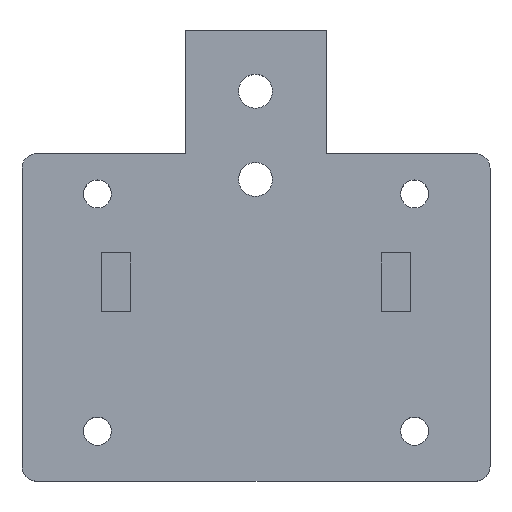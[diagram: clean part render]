
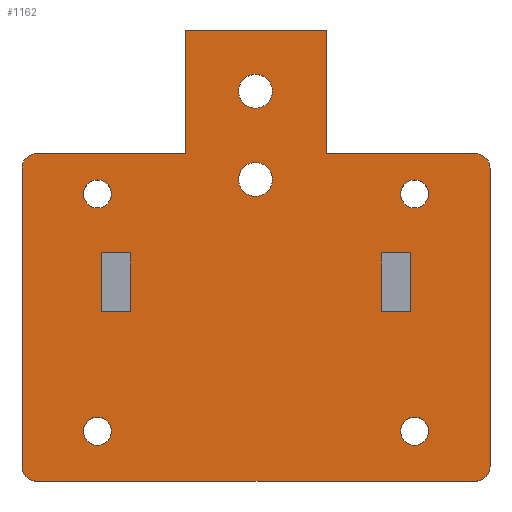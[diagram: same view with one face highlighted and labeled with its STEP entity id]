
A CAD part, top view. The second image highlights one B-rep face of the part: STEP entity #1162.
In plain terms, the highlighted planar face has unit normal (0, 0, 1).
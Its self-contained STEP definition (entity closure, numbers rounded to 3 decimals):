
#37=FACE_BOUND('',#225,.T.);
#38=FACE_BOUND('',#226,.T.);
#39=FACE_BOUND('',#227,.T.);
#40=FACE_BOUND('',#228,.T.);
#41=FACE_BOUND('',#229,.T.);
#42=FACE_BOUND('',#230,.T.);
#43=FACE_BOUND('',#231,.T.);
#44=FACE_BOUND('',#232,.T.);
#82=PLANE('',#1284);
#146=FACE_OUTER_BOUND('',#224,.T.);
#224=EDGE_LOOP('',(#1055,#1056,#1057,#1058,#1059,#1060,#1061,#1062,#1063,
#1064,#1065,#1066));
#225=EDGE_LOOP('',(#1067,#1068,#1069,#1070));
#226=EDGE_LOOP('',(#1071,#1072,#1073,#1074));
#227=EDGE_LOOP('',(#1075));
#228=EDGE_LOOP('',(#1076));
#229=EDGE_LOOP('',(#1077));
#230=EDGE_LOOP('',(#1078));
#231=EDGE_LOOP('',(#1079));
#232=EDGE_LOOP('',(#1080));
#237=LINE('',#1632,#351);
#250=LINE('',#1678,#364);
#253=LINE('',#1687,#367);
#295=LINE('',#1826,#409);
#299=LINE('',#1834,#413);
#302=LINE('',#1840,#416);
#305=LINE('',#1845,#419);
#307=LINE('',#1851,#421);
#311=LINE('',#1859,#425);
#314=LINE('',#1865,#428);
#317=LINE('',#1870,#431);
#324=LINE('',#1885,#438);
#331=LINE('',#1900,#445);
#344=LINE('',#1936,#458);
#345=LINE('',#1938,#459);
#346=LINE('',#1940,#460);
#351=VECTOR('',#1299,10.);
#364=VECTOR('',#1338,10.);
#367=VECTOR('',#1347,10.);
#409=VECTOR('',#1499,10.);
#413=VECTOR('',#1505,10.);
#416=VECTOR('',#1510,10.);
#419=VECTOR('',#1515,10.);
#421=VECTOR('',#1521,10.);
#425=VECTOR('',#1527,10.);
#428=VECTOR('',#1532,10.);
#431=VECTOR('',#1537,10.);
#438=VECTOR('',#1552,10.);
#445=VECTOR('',#1565,10.);
#458=VECTOR('',#1608,10.);
#459=VECTOR('',#1611,10.);
#460=VECTOR('',#1614,10.);
#462=CIRCLE('',#1179,2.5);
#472=CIRCLE('',#1192,2.5);
#473=CIRCLE('',#1195,2.5);
#474=CIRCLE('',#1198,2.5);
#499=CIRCLE('',#1270,2.4);
#500=CIRCLE('',#1272,2.4);
#501=CIRCLE('',#1274,2.4);
#502=CIRCLE('',#1276,2.4);
#503=CIRCLE('',#1278,2.9);
#504=CIRCLE('',#1280,2.9);
#507=VERTEX_POINT('',#1622);
#508=VERTEX_POINT('',#1624);
#510=VERTEX_POINT('',#1630);
#528=VERTEX_POINT('',#1670);
#529=VERTEX_POINT('',#1672);
#530=VERTEX_POINT('',#1676);
#531=VERTEX_POINT('',#1680);
#532=VERTEX_POINT('',#1682);
#533=VERTEX_POINT('',#1686);
#574=VERTEX_POINT('',#1824);
#575=VERTEX_POINT('',#1825);
#578=VERTEX_POINT('',#1833);
#580=VERTEX_POINT('',#1839);
#582=VERTEX_POINT('',#1849);
#583=VERTEX_POINT('',#1850);
#586=VERTEX_POINT('',#1858);
#588=VERTEX_POINT('',#1864);
#593=VERTEX_POINT('',#1884);
#597=VERTEX_POINT('',#1898);
#598=VERTEX_POINT('',#1899);
#601=VERTEX_POINT('',#1912);
#602=VERTEX_POINT('',#1916);
#603=VERTEX_POINT('',#1920);
#604=VERTEX_POINT('',#1924);
#605=VERTEX_POINT('',#1928);
#606=VERTEX_POINT('',#1932);
#609=EDGE_CURVE('',#507,#508,#462,.T.);
#613=EDGE_CURVE('',#510,#507,#237,.T.);
#633=EDGE_CURVE('',#528,#529,#472,.T.);
#636=EDGE_CURVE('',#530,#528,#250,.T.);
#638=EDGE_CURVE('',#531,#532,#473,.T.);
#640=EDGE_CURVE('',#532,#533,#253,.T.);
#642=EDGE_CURVE('',#533,#510,#474,.T.);
#707=EDGE_CURVE('',#574,#575,#295,.T.);
#711=EDGE_CURVE('',#575,#578,#299,.T.);
#714=EDGE_CURVE('',#578,#580,#302,.T.);
#717=EDGE_CURVE('',#580,#574,#305,.T.);
#719=EDGE_CURVE('',#582,#583,#307,.T.);
#723=EDGE_CURVE('',#583,#586,#311,.T.);
#726=EDGE_CURVE('',#586,#588,#314,.T.);
#729=EDGE_CURVE('',#588,#582,#317,.T.);
#736=EDGE_CURVE('',#593,#530,#324,.T.);
#743=EDGE_CURVE('',#597,#598,#331,.T.);
#751=EDGE_CURVE('',#601,#601,#499,.T.);
#753=EDGE_CURVE('',#602,#602,#500,.T.);
#755=EDGE_CURVE('',#603,#603,#501,.T.);
#757=EDGE_CURVE('',#604,#604,#502,.T.);
#759=EDGE_CURVE('',#605,#605,#503,.T.);
#761=EDGE_CURVE('',#606,#606,#504,.T.);
#762=EDGE_CURVE('',#508,#597,#344,.T.);
#763=EDGE_CURVE('',#529,#531,#345,.T.);
#764=EDGE_CURVE('',#598,#593,#346,.T.);
#1055=ORIENTED_EDGE('',*,*,#609,.F.);
#1056=ORIENTED_EDGE('',*,*,#613,.F.);
#1057=ORIENTED_EDGE('',*,*,#642,.F.);
#1058=ORIENTED_EDGE('',*,*,#640,.F.);
#1059=ORIENTED_EDGE('',*,*,#638,.F.);
#1060=ORIENTED_EDGE('',*,*,#763,.F.);
#1061=ORIENTED_EDGE('',*,*,#633,.F.);
#1062=ORIENTED_EDGE('',*,*,#636,.F.);
#1063=ORIENTED_EDGE('',*,*,#736,.F.);
#1064=ORIENTED_EDGE('',*,*,#764,.F.);
#1065=ORIENTED_EDGE('',*,*,#743,.F.);
#1066=ORIENTED_EDGE('',*,*,#762,.F.);
#1067=ORIENTED_EDGE('',*,*,#707,.T.);
#1068=ORIENTED_EDGE('',*,*,#711,.T.);
#1069=ORIENTED_EDGE('',*,*,#714,.T.);
#1070=ORIENTED_EDGE('',*,*,#717,.T.);
#1071=ORIENTED_EDGE('',*,*,#719,.T.);
#1072=ORIENTED_EDGE('',*,*,#723,.T.);
#1073=ORIENTED_EDGE('',*,*,#726,.T.);
#1074=ORIENTED_EDGE('',*,*,#729,.T.);
#1075=ORIENTED_EDGE('',*,*,#751,.T.);
#1076=ORIENTED_EDGE('',*,*,#753,.T.);
#1077=ORIENTED_EDGE('',*,*,#755,.T.);
#1078=ORIENTED_EDGE('',*,*,#757,.T.);
#1079=ORIENTED_EDGE('',*,*,#761,.T.);
#1080=ORIENTED_EDGE('',*,*,#759,.T.);
#1162=ADVANCED_FACE('',(#146,#37,#38,#39,#40,#41,#42,#43,#44),#82,.T.);
#1179=AXIS2_PLACEMENT_3D('',#1625,#1292,#1293);
#1192=AXIS2_PLACEMENT_3D('',#1673,#1332,#1333);
#1195=AXIS2_PLACEMENT_3D('',#1683,#1342,#1343);
#1198=AXIS2_PLACEMENT_3D('',#1690,#1351,#1352);
#1270=AXIS2_PLACEMENT_3D('',#1914,#1579,#1580);
#1272=AXIS2_PLACEMENT_3D('',#1918,#1584,#1585);
#1274=AXIS2_PLACEMENT_3D('',#1922,#1589,#1590);
#1276=AXIS2_PLACEMENT_3D('',#1926,#1594,#1595);
#1278=AXIS2_PLACEMENT_3D('',#1930,#1599,#1600);
#1280=AXIS2_PLACEMENT_3D('',#1934,#1604,#1605);
#1284=AXIS2_PLACEMENT_3D('',#1941,#1615,#1616);
#1292=DIRECTION('center_axis',(0.,0.,-1.));
#1293=DIRECTION('ref_axis',(-0.707,0.707,0.));
#1299=DIRECTION('',(0.,1.,0.));
#1332=DIRECTION('center_axis',(0.,0.,-1.));
#1333=DIRECTION('ref_axis',(0.707,0.707,0.));
#1338=DIRECTION('',(1.,0.,0.));
#1342=DIRECTION('center_axis',(0.,0.,-1.));
#1343=DIRECTION('ref_axis',(0.707,-0.707,0.));
#1347=DIRECTION('',(-1.,0.,0.));
#1351=DIRECTION('center_axis',(0.,0.,-1.));
#1352=DIRECTION('ref_axis',(-0.707,-0.707,0.));
#1499=DIRECTION('',(0.,1.,0.));
#1505=DIRECTION('',(1.,0.,0.));
#1510=DIRECTION('',(0.,-1.,0.));
#1515=DIRECTION('',(-1.,0.,0.));
#1521=DIRECTION('',(0.,-1.,0.));
#1527=DIRECTION('',(-1.,0.,0.));
#1532=DIRECTION('',(0.,1.,0.));
#1537=DIRECTION('',(1.,0.,0.));
#1552=DIRECTION('',(0.,-1.,0.));
#1565=DIRECTION('',(0.,1.,0.));
#1579=DIRECTION('center_axis',(0.,0.,-1.));
#1580=DIRECTION('ref_axis',(1.,0.,0.));
#1584=DIRECTION('center_axis',(0.,0.,-1.));
#1585=DIRECTION('ref_axis',(1.,0.,0.));
#1589=DIRECTION('center_axis',(0.,0.,-1.));
#1590=DIRECTION('ref_axis',(1.,0.,0.));
#1594=DIRECTION('center_axis',(0.,0.,-1.));
#1595=DIRECTION('ref_axis',(1.,0.,0.));
#1599=DIRECTION('center_axis',(0.,0.,-1.));
#1600=DIRECTION('ref_axis',(1.,0.,0.));
#1604=DIRECTION('center_axis',(0.,0.,-1.));
#1605=DIRECTION('ref_axis',(1.,0.,0.));
#1608=DIRECTION('',(1.,0.,0.));
#1611=DIRECTION('',(0.,-1.,0.));
#1614=DIRECTION('',(1.,0.,0.));
#1615=DIRECTION('center_axis',(0.,0.,1.));
#1616=DIRECTION('ref_axis',(1.,0.,0.));
#1622=CARTESIAN_POINT('',(-40.,25.5,0.));
#1624=CARTESIAN_POINT('',(-37.5,28.,0.));
#1625=CARTESIAN_POINT('Origin',(-37.5,25.5,0.));
#1630=CARTESIAN_POINT('',(-40.,-25.5,0.));
#1632=CARTESIAN_POINT('',(-40.,-28.,0.));
#1670=CARTESIAN_POINT('',(37.5,28.,0.));
#1672=CARTESIAN_POINT('',(40.,25.5,0.));
#1673=CARTESIAN_POINT('Origin',(37.5,25.5,0.));
#1676=CARTESIAN_POINT('',(12.,28.,0.));
#1678=CARTESIAN_POINT('',(12.,28.,0.));
#1680=CARTESIAN_POINT('',(40.,-25.5,0.));
#1682=CARTESIAN_POINT('',(37.5,-28.,0.));
#1683=CARTESIAN_POINT('Origin',(37.5,-25.5,0.));
#1686=CARTESIAN_POINT('',(-37.5,-28.,0.));
#1687=CARTESIAN_POINT('',(40.,-28.,0.));
#1690=CARTESIAN_POINT('Origin',(-37.5,-25.5,0.));
#1824=CARTESIAN_POINT('',(21.4,1.,0.));
#1825=CARTESIAN_POINT('',(21.4,11.,0.));
#1826=CARTESIAN_POINT('',(21.4,10.75,0.));
#1833=CARTESIAN_POINT('',(26.4,11.,0.));
#1834=CARTESIAN_POINT('',(13.2,11.,0.));
#1839=CARTESIAN_POINT('',(26.4,1.,0.));
#1840=CARTESIAN_POINT('',(26.4,5.75,0.));
#1845=CARTESIAN_POINT('',(10.7,1.,0.));
#1849=CARTESIAN_POINT('',(-21.4,11.,0.));
#1850=CARTESIAN_POINT('',(-21.4,1.,0.));
#1851=CARTESIAN_POINT('',(-21.4,5.75,0.));
#1858=CARTESIAN_POINT('',(-26.4,1.,0.));
#1859=CARTESIAN_POINT('',(-13.2,1.,0.));
#1864=CARTESIAN_POINT('',(-26.4,11.,0.));
#1865=CARTESIAN_POINT('',(-26.4,10.75,0.));
#1870=CARTESIAN_POINT('',(-10.7,11.,0.));
#1884=CARTESIAN_POINT('',(12.,49.,0.));
#1885=CARTESIAN_POINT('',(12.,49.,0.));
#1898=CARTESIAN_POINT('',(-12.,28.,0.));
#1899=CARTESIAN_POINT('',(-12.,49.,0.));
#1900=CARTESIAN_POINT('',(-12.,28.,0.));
#1912=CARTESIAN_POINT('',(-29.5,-19.45,0.));
#1914=CARTESIAN_POINT('Origin',(-27.1,-19.45,0.));
#1916=CARTESIAN_POINT('',(24.7,-19.45,0.));
#1918=CARTESIAN_POINT('Origin',(27.1,-19.45,0.));
#1920=CARTESIAN_POINT('',(-29.5,21.1,0.));
#1922=CARTESIAN_POINT('Origin',(-27.1,21.1,0.));
#1924=CARTESIAN_POINT('',(24.7,21.1,0.));
#1926=CARTESIAN_POINT('Origin',(27.1,21.1,0.));
#1928=CARTESIAN_POINT('',(-3.003,38.65,0.));
#1930=CARTESIAN_POINT('Origin',(-0.103,38.65,0.));
#1932=CARTESIAN_POINT('',(-2.99,23.6,0.));
#1934=CARTESIAN_POINT('Origin',(-0.09,23.6,0.));
#1936=CARTESIAN_POINT('',(-40.,28.,0.));
#1938=CARTESIAN_POINT('',(40.,28.,0.));
#1940=CARTESIAN_POINT('',(-12.,49.,0.));
#1941=CARTESIAN_POINT('Origin',(0.,10.5,0.));
